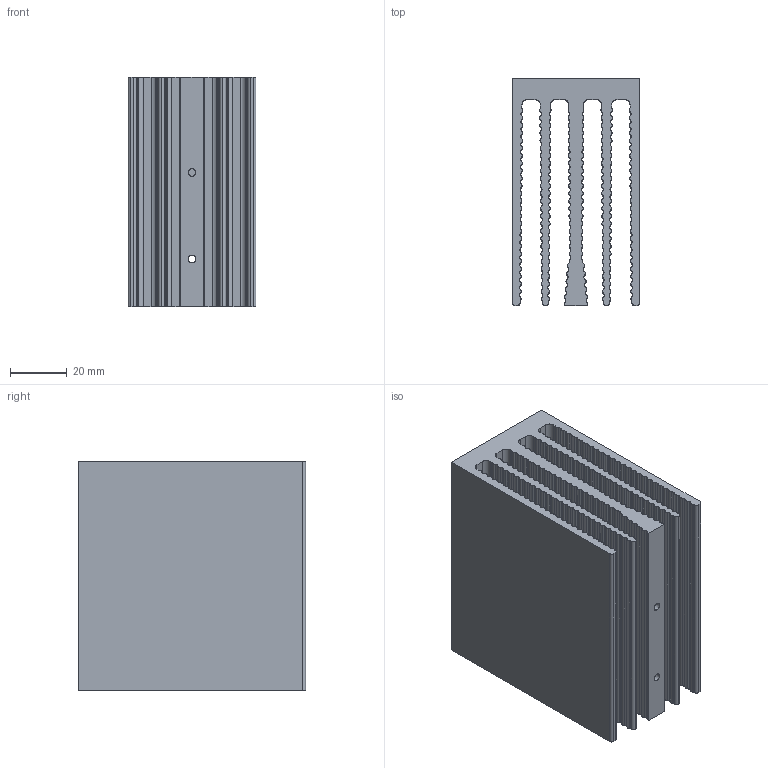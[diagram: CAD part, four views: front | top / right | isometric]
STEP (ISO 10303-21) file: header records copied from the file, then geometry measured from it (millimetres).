
FILE_DESCRIPTION (( 'STEP AP214' ), '1' );
FILE_NAME ('107507.STEP', '2011-07-09T20:43:56', ( 'LALo' ), ( 'Edi Foundation' ), 'SwSTEP 2.0', 'SolidWorks 2011', '' );
FILE_SCHEMA (( 'AUTOMOTIVE_DESIGN' ));
Products named in the file (1): 107507
Bounding box: 45.01 x 80.01 x 81 mm (x, y, z)
Surface area: 75393.6 mm2 (no closed solid volume)
Topology: 0 solids, 692 shells, 694 faces, 4136 edges, 4134 vertices
Faces by surface type: cylinder 663, plane 31
Entity records: 72775 total; most frequent: CARTESIAN_POINT 43706, DIRECTION 5520, ORIENTED_EDGE 4138, EDGE_CURVE 4136, VERTEX_POINT 4134, AXIS2_PLACEMENT_3D 2023, LINE 1474, VECTOR 1474
